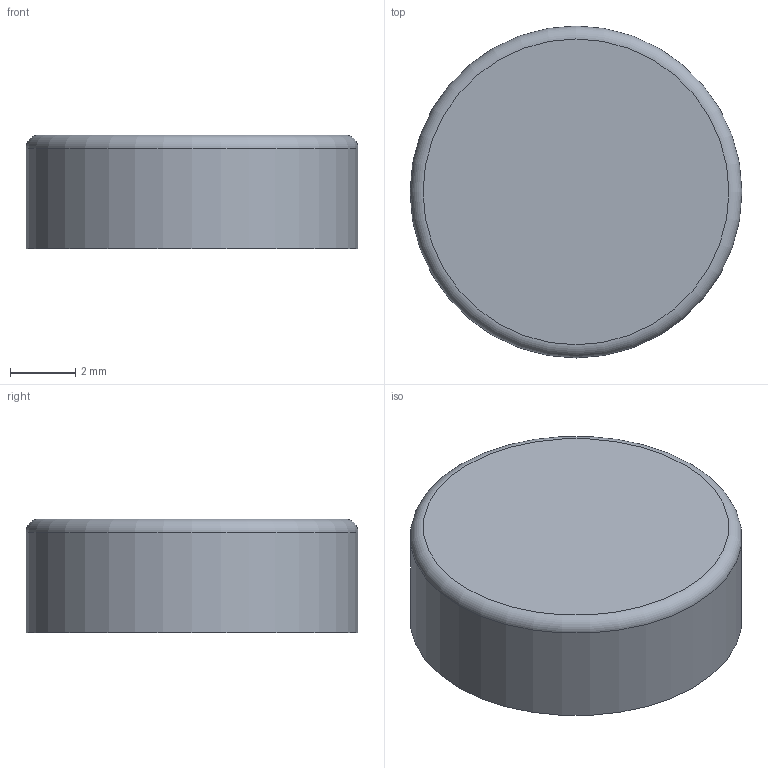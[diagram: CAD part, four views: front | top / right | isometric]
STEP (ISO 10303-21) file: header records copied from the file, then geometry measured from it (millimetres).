
FILE_DESCRIPTION(/* description */ (''),/* implementation_level */ '2;1');
FILE_NAME(/* name */ 'TL3240R.stp',/* time_stamp */ '2025-11-27T12:09:30-06:00',/* author */ ('jmeyers'),/* organization */ (''),/* preprocessor_version */ 'ST-DEVELOPER v18.1',/* originating_system */ 'Autodesk Inventor 2022',/* authorisation */ '');
FILE_SCHEMA (('AUTOMOTIVE_DESIGN { 1 0 10303 214 3 1 1 }'));
Length unit declared in the file: inch
Products named in the file (1): Part1
Bounding box: 10.2 x 10.2 x 3.5 mm (x, y, z)
Volume: 225.8 mm3; surface area: 444 mm2
Topology: 1 solids, 1 shells, 55 faces, 154 edges, 100 vertices
Faces by surface type: plane 41, torus 9, cylinder 5
Full cylindrical faces by diameter (mm): 3 x1, 8 x1, 8.2 x2, 10.2 x1
Entity records: 1888 total; most frequent: CARTESIAN_POINT 392, ORIENTED_EDGE 312, DIRECTION 291, EDGE_CURVE 156, LINE 101, VECTOR 101, VERTEX_POINT 100, AXIS2_PLACEMENT_3D 95
